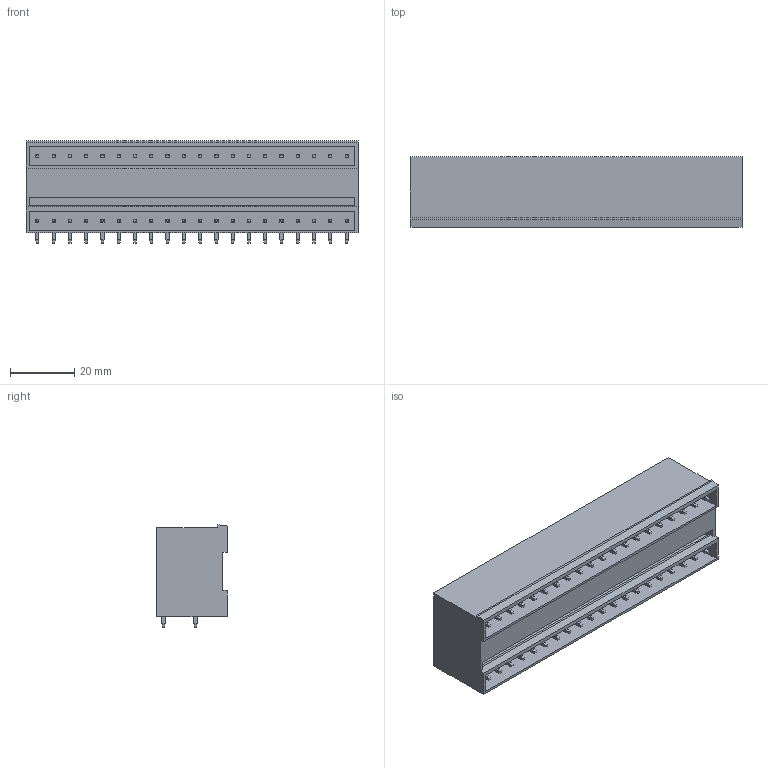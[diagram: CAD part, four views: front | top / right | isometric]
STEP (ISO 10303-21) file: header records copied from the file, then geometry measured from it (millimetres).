
FILE_DESCRIPTION(('CATIA V5 STEP Exchange','CAx-IF Rec.Pracs.--- Model Styling and Organization---1.2---2011-12-15'),'2;1');
FILE_NAME ('D1453117_0_1601970000_1601970000.stp','2018-11-03T04:01:20+00:00',('none'),('Weidmueller'),'CATIA Version 5-6 Release 2014','CATIA V5 STEP AP214','none');
FILE_SCHEMA(('AUTOMOTIVE_DESIGN { 1 0 10303 214 1 1 1 1 }'));
Length unit declared in the file: millimetre
Products named in the file (1): 1601970000
Bounding box: 103.6 x 22 x 31.88 mm (x, y, z)
Volume: 30576.9 mm3; surface area: 30135.9 mm2
Topology: 41 solids, 41 shells, 914 faces, 2170 edges, 1340 vertices
Faces by surface type: plane 914
Entity records: 22078 total; most frequent: ORIENTED_EDGE 4340, CARTESIAN_POINT 4124, DIRECTION 2436, EDGE_CURVE 2170, VECTOR 1850, LINE 1850, VERTEX_POINT 1340, EDGE_LOOP 996
